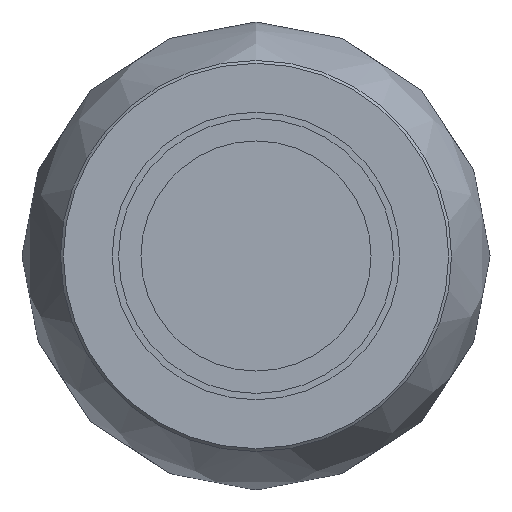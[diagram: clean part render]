
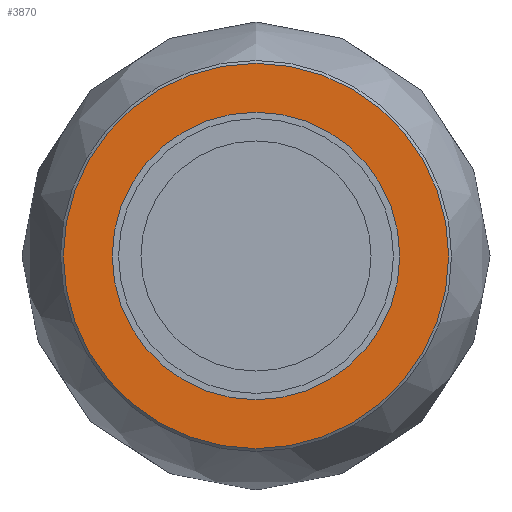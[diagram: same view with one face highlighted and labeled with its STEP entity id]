
A CAD part, front view. The second image highlights one B-rep face of the part: STEP entity #3870.
In plain terms, the highlighted planar face has unit normal (0, -1, 0).
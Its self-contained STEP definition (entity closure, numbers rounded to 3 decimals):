
#57=FACE_BOUND($,#1174,.T.);
#58=FACE_BOUND($,#1175,.T.);
#710=PLANE($,#4189);
#1174=EDGE_LOOP($,(#3575));
#1175=EDGE_LOOP($,(#3576));
#1516=CIRCLE($,#4185,33.5);
#1519=CIRCLE($,#4190,25.);
#1899=VERTEX_POINT($,#8663);
#1902=VERTEX_POINT($,#8671);
#2462=EDGE_CURVE($,#1899,#1899,#1516,.T.);
#2465=EDGE_CURVE($,#1902,#1902,#1519,.T.);
#3575=ORIENTED_EDGE($,*,*,#2465,.T.);
#3576=ORIENTED_EDGE($,*,*,#2462,.F.);
#3870=ADVANCED_FACE($,(#57,#58),#710,.T.);
#4185=AXIS2_PLACEMENT_3D($,#8664,#5041,#5042);
#4189=AXIS2_PLACEMENT_3D($,#8670,#5049,#5050);
#4190=AXIS2_PLACEMENT_3D($,#8672,#5051,#5052);
#5041=DIRECTION('center_axis',(0.,1.,0.));
#5042=DIRECTION('ref_axis',(-1.,0.,0.));
#5049=DIRECTION('center_axis',(0.,-1.,0.));
#5050=DIRECTION('ref_axis',(0.,0.,-1.));
#5051=DIRECTION('center_axis',(0.,1.,0.));
#5052=DIRECTION('ref_axis',(1.,0.,0.));
#8663=CARTESIAN_POINT('',(33.5,0.,0.));
#8664=CARTESIAN_POINT('Origin',(0.,0.,0.));
#8670=CARTESIAN_POINT('Origin',(28.25,0.,0.));
#8671=CARTESIAN_POINT('',(25.,0.,0.));
#8672=CARTESIAN_POINT('Origin',(0.,0.,0.));
